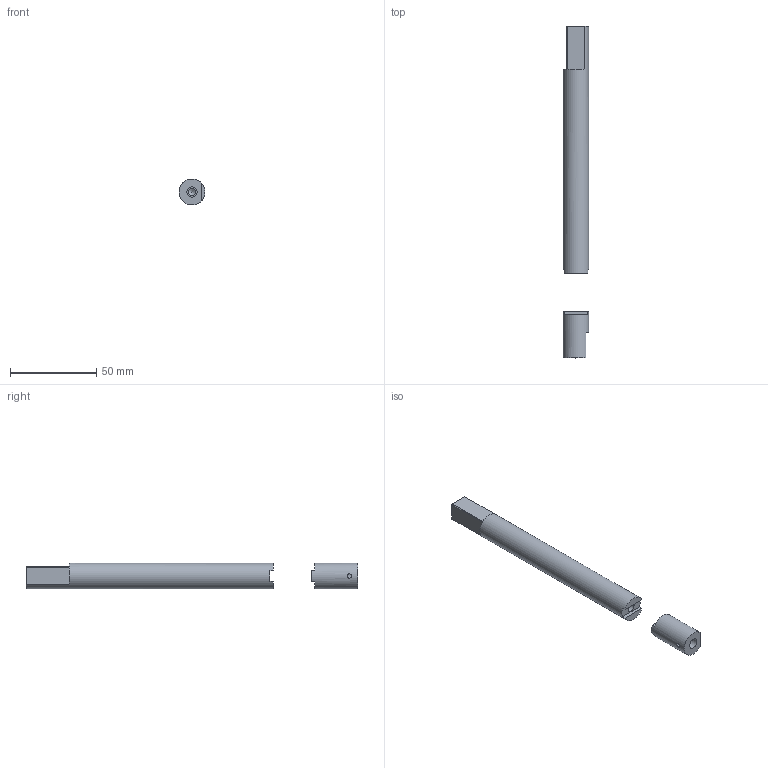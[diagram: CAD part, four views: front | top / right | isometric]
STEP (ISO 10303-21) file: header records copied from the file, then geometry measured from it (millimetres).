
FILE_DESCRIPTION(/* description */ (''),/* implementation_level */ '2;1');
FILE_NAME(/* name */ 'Wellenverlängerung_Leo_Baugruppe.step',/* time_stamp */ '2023-04-21T16:44:29+02:00',/* author */ ('MVM1'),/* organization */ (''),/* preprocessor_version */ 'ST-DEVELOPER v19',/* originating_system */ 'Autodesk Inventor 2023',/* authorisation */ '');
FILE_SCHEMA (('AUTOMOTIVE_DESIGN { 1 0 10303 214 3 1 1 }'));
Length unit declared in the file: millimetre
Products named in the file (3): Baugruppe1; Wellenverlängerung_Leo; SH08608760-Welle_Leo
Assembly tree (2 placements, depth 2):
  Baugruppe1
    Wellenverlängerung_Leo
    SH08608760-Welle_Leo
Bounding box: 15 x 192.88 x 15 mm (x, y, z)
Volume: 27937.9 mm3; surface area: 9404.9 mm2
Topology: 2 solids, 2 shells, 26 faces, 66 edges, 44 vertices
Faces by surface type: plane 19, cylinder 6, cone 1
Full cylindrical faces by diameter (mm): 2.459 x1, 4.134 x1, 4.917 x1, 6 x1, 15 x2
Entity records: 998 total; most frequent: CARTESIAN_POINT 210, DIRECTION 146, ORIENTED_EDGE 130, EDGE_CURVE 65, AXIS2_PLACEMENT_3D 55, VERTEX_POINT 44, LINE 36, VECTOR 36
